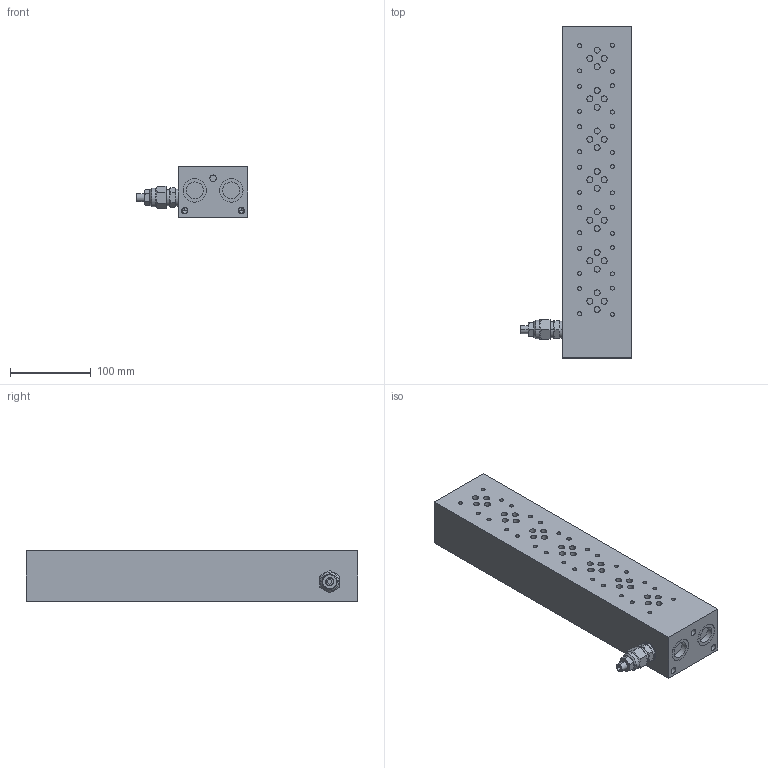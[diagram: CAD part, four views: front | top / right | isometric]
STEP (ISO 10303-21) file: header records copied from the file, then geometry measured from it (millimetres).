
FILE_DESCRIPTION(/* description */ ('Unknown'),/* implementation_level */ '2;1');
FILE_NAME(/* name */ 'PB.25870-001',/* time_stamp */ '2023-07-18T14:35:34+02:00',/* author */ ('Unknown'),/* organization */ ('Unknown'),/* preprocessor_version */ 'ST-DEVELOPER v18.102',/* originating_system */ 'Solid Edge',/* authorisation */ 'Unknown');
FILE_SCHEMA (('AUTOMOTIVE_DESIGN {1 0 10303 214 3 1 1}'));
Length unit declared in the file: millimetre
Products named in the file (3): PB; 1; 2
Assembly tree (2 placements, depth 2):
  PB
    1
    2
Bounding box: 138 x 410 x 62 mm (x, y, z)
Volume: 2143073.2 mm3; surface area: 157699.8 mm2
Topology: 2 solids, 16 shells, 535 faces, 1216 edges, 750 vertices
Faces by surface type: cylinder 236, plane 203, cone 96
Entity records: 14838 total; most frequent: CARTESIAN_POINT 2788, DIRECTION 2716, ORIENTED_EDGE 2296, EDGE_CURVE 1148, AXIS2_PLACEMENT_3D 1122, VERTEX_POINT 750, EDGE_LOOP 644, FACE_BOUND 644
